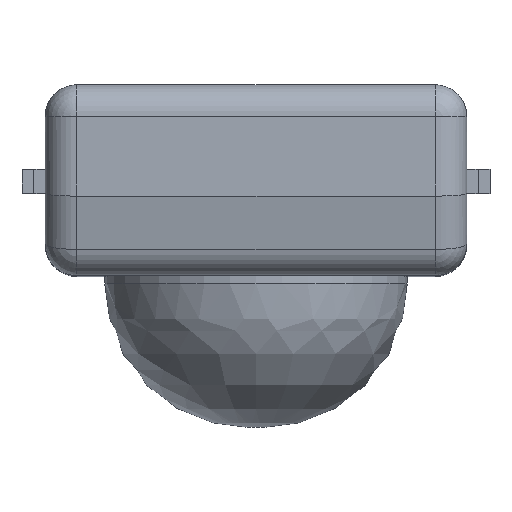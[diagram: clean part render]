
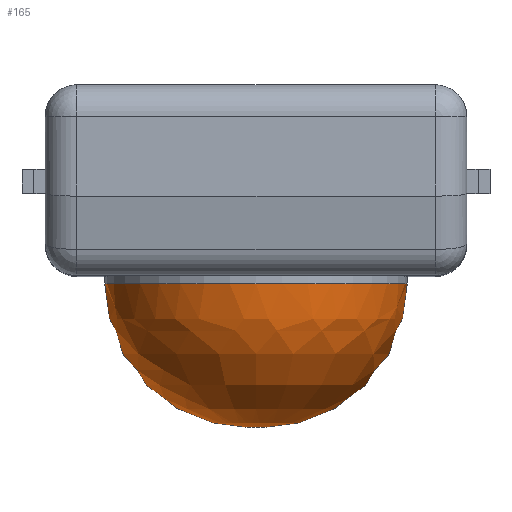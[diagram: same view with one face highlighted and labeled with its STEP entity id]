
A CAD part, top view. The second image highlights one B-rep face of the part: STEP entity #165.
In plain terms, the highlighted free-form (B-spline) face has degree [3, 3] with [4, 7] control points.
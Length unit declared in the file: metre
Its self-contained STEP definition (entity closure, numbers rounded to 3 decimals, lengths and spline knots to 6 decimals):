
#165 = ADVANCED_FACE( '', ( #398, #399 ), #400, .T. );
#398 = FACE_OUTER_BOUND( '', #702, .T. );
#399 = FACE_OUTER_BOUND( '', #703, .T. );
#400 = ( BOUNDED_SURFACE(  )B_SPLINE_SURFACE( 3, 3, ( ( #706, #707, #708, #709, #710, #711, #712 ), ( #713, #714, #715, #716, #717, #718, #719 ), ( #720, #721, #722, #723, #724, #725, #726 ), ( #727, #728, #729, #730, #731, #732, #733 ) ), .UNSPECIFIED., .F., .T., .F. )B_SPLINE_SURFACE_WITH_KNOTS( ( 4, 4 ), ( 4, 3, 4 ), ( 0., 6.283185 ), ( 0., 0.785398, 1.570796 ), .UNSPECIFIED. )GEOMETRIC_REPRESENTATION_ITEM(  )RATIONAL_B_SPLINE_SURFACE( ( ( 1., 0.333, 0.333, 1., 0.333, 0.333, 1. ), ( 0.805, 0.268, 0.268, 0.805, 0.268, 0.268, 0.805 ), ( 0.805, 0.268, 0.268, 0.805, 0.268, 0.268, 0.805 ), ( 1., 0.333, 0.333, 1., 0.333, 0.333, 1. ) ) )REPRESENTATION_ITEM( '' )SURFACE(  ) );
#702 = EDGE_LOOP( '', ( #1127 ) );
#703 = EDGE_LOOP( '', ( #1128 ) );
#706 = CARTESIAN_POINT( '', ( 0., -0.0031, 0.00742 ) );
#707 = CARTESIAN_POINT( '', ( 0.0002, -0.0031, 0.00742 ) );
#708 = CARTESIAN_POINT( '', ( 0.0002, -0.0031, 0.00762 ) );
#709 = CARTESIAN_POINT( '', ( 0., -0.0031, 0.00762 ) );
#710 = CARTESIAN_POINT( '', ( -0.0002, -0.0031, 0.00762 ) );
#711 = CARTESIAN_POINT( '', ( -0.0002, -0.0031, 0.00742 ) );
#712 = CARTESIAN_POINT( '', ( 0., -0.0031, 0.00742 ) );
#713 = CARTESIAN_POINT( '', ( 0., -0.0031, 0.006366 ) );
#714 = CARTESIAN_POINT( '', ( 0.002309, -0.0031, 0.006366 ) );
#715 = CARTESIAN_POINT( '', ( 0.002309, -0.0031, 0.008674 ) );
#716 = CARTESIAN_POINT( '', ( 0., -0.0031, 0.008674 ) );
#717 = CARTESIAN_POINT( '', ( -0.002309, -0.0031, 0.008674 ) );
#718 = CARTESIAN_POINT( '', ( -0.002309, -0.0031, 0.006366 ) );
#719 = CARTESIAN_POINT( '', ( 0., -0.0031, 0.006366 ) );
#720 = CARTESIAN_POINT( '', ( 0., -0.002354, 0.00562 ) );
#721 = CARTESIAN_POINT( '', ( 0.0038, -0.002354, 0.00562 ) );
#722 = CARTESIAN_POINT( '', ( 0.0038, -0.002354, 0.00942 ) );
#723 = CARTESIAN_POINT( '', ( 0., -0.002354, 0.00942 ) );
#724 = CARTESIAN_POINT( '', ( -0.0038, -0.002354, 0.00942 ) );
#725 = CARTESIAN_POINT( '', ( -0.0038, -0.002354, 0.00562 ) );
#726 = CARTESIAN_POINT( '', ( 0., -0.002354, 0.00562 ) );
#727 = CARTESIAN_POINT( '', ( 0., -0.0013, 0.00562 ) );
#728 = CARTESIAN_POINT( '', ( 0.0038, -0.0013, 0.00562 ) );
#729 = CARTESIAN_POINT( '', ( 0.0038, -0.0013, 0.00942 ) );
#730 = CARTESIAN_POINT( '', ( 0., -0.0013, 0.00942 ) );
#731 = CARTESIAN_POINT( '', ( -0.0038, -0.0013, 0.00942 ) );
#732 = CARTESIAN_POINT( '', ( -0.0038, -0.0013, 0.00562 ) );
#733 = CARTESIAN_POINT( '', ( 0., -0.0013, 0.00562 ) );
#1127 = ORIENTED_EDGE( '', *, *, #1908, .F. );
#1128 = ORIENTED_EDGE( '', *, *, #1909, .F. );
#1908 = EDGE_CURVE( '', #2298, #2298, #2299, .F. );
#1909 = EDGE_CURVE( '', #2300, #2300, #2301, .T. );
#2298 = VERTEX_POINT( '', #2835 );
#2299 = CIRCLE( '', #2836, 0.0019 );
#2300 = VERTEX_POINT( '', #2837 );
#2301 = CIRCLE( '', #2838, 0.0001 );
#2835 = CARTESIAN_POINT( '', ( 0., -0.0013, 0.00562 ) );
#2836 = AXIS2_PLACEMENT_3D( '', #3396, #3397, #3398 );
#2837 = CARTESIAN_POINT( '', ( 0., -0.0031, 0.00742 ) );
#2838 = AXIS2_PLACEMENT_3D( '', #3399, #3400, #3401 );
#3396 = CARTESIAN_POINT( '', ( 0., -0.0013, 0.00752 ) );
#3397 = DIRECTION( '', ( 0., -1., 0. ) );
#3398 = DIRECTION( '', ( 0., 0., -1. ) );
#3399 = CARTESIAN_POINT( '', ( 0., -0.0031, 0.00752 ) );
#3400 = DIRECTION( '', ( 0., -1., 0. ) );
#3401 = DIRECTION( '', ( 0., 0., -1. ) );
